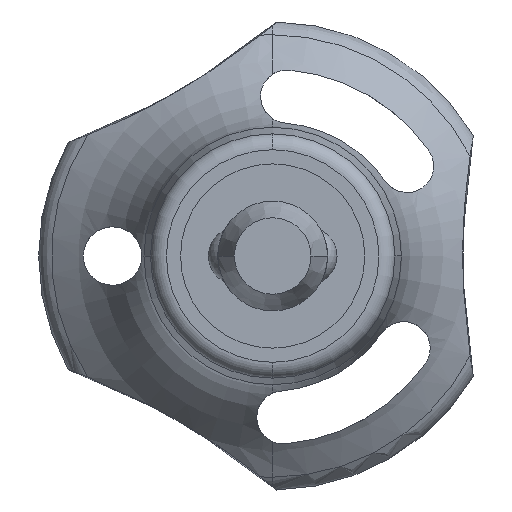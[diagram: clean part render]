
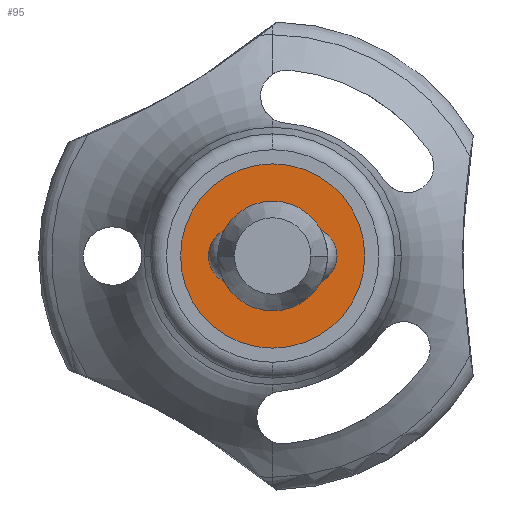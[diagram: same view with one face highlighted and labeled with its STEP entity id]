
A CAD part, front view. The second image highlights one B-rep face of the part: STEP entity #95.
In plain terms, the highlighted planar face has unit normal (0, -1, 0).
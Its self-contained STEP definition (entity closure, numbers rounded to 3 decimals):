
#95=ADVANCED_FACE('',(#227,#228),#229,.T.);
#227=FACE_OUTER_BOUND('',#399,.T.);
#228=FACE_BOUND('',#400,.T.);
#229=PLANE('',#401);
#399=EDGE_LOOP('',(#618,#619));
#400=EDGE_LOOP('',(#620,#621));
#401=AXIS2_PLACEMENT_3D('',#622,#623,#624);
#618=ORIENTED_EDGE('',*,*,#1104,.F.);
#619=ORIENTED_EDGE('',*,*,#1105,.F.);
#620=ORIENTED_EDGE('',*,*,#1106,.T.);
#621=ORIENTED_EDGE('',*,*,#1107,.T.);
#622=CARTESIAN_POINT('',(-2.0,0.0,0.0));
#623=DIRECTION('',(0.,-1.0,0.0));
#624=DIRECTION('',(1.0,0.,0.0));
#1104=EDGE_CURVE('',#1347,#1348,#1349,.T.);
#1105=EDGE_CURVE('',#1348,#1347,#1350,.T.);
#1106=EDGE_CURVE('',#1351,#1352,#1353,.T.);
#1107=EDGE_CURVE('',#1352,#1351,#1354,.T.);
#1347=VERTEX_POINT('',#2252);
#1348=VERTEX_POINT('',#2253);
#1349=CIRCLE('',#2254,4.0);
#1350=CIRCLE('',#2255,4.0);
#1351=VERTEX_POINT('',#2256);
#1352=VERTEX_POINT('',#2257);
#1353=CIRCLE('',#2258,2.381);
#1354=CIRCLE('',#2259,2.381);
#2252=CARTESIAN_POINT('',(-4.0,0.0,0.0));
#2253=CARTESIAN_POINT('',(4.0,0.,0.));
#2254=AXIS2_PLACEMENT_3D('',#3794,#3795,#3796);
#2255=AXIS2_PLACEMENT_3D('',#3797,#3798,#3799);
#2256=CARTESIAN_POINT('',(0.,0.0,-2.381));
#2257=CARTESIAN_POINT('',(0.,0.,2.381));
#2258=AXIS2_PLACEMENT_3D('',#3800,#3801,#3802);
#2259=AXIS2_PLACEMENT_3D('',#3803,#3804,#3805);
#3794=CARTESIAN_POINT('',(0.,0.0,0.0));
#3795=DIRECTION('',(0.,1.0,0.0));
#3796=DIRECTION('',(-1.0,0.,0.0));
#3797=CARTESIAN_POINT('',(0.,0.0,0.0));
#3798=DIRECTION('',(0.,1.0,0.0));
#3799=DIRECTION('',(-1.0,0.,0.0));
#3800=CARTESIAN_POINT('',(0.,0.0,0.0));
#3801=DIRECTION('',(0.,1.0,0.0));
#3802=DIRECTION('',(0.0,0.0,-1.0));
#3803=CARTESIAN_POINT('',(0.,0.0,0.0));
#3804=DIRECTION('',(0.,1.0,0.0));
#3805=DIRECTION('',(0.0,0.0,-1.0));
